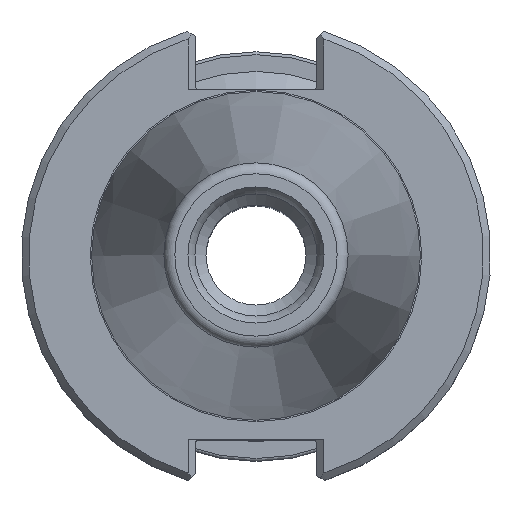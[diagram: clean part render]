
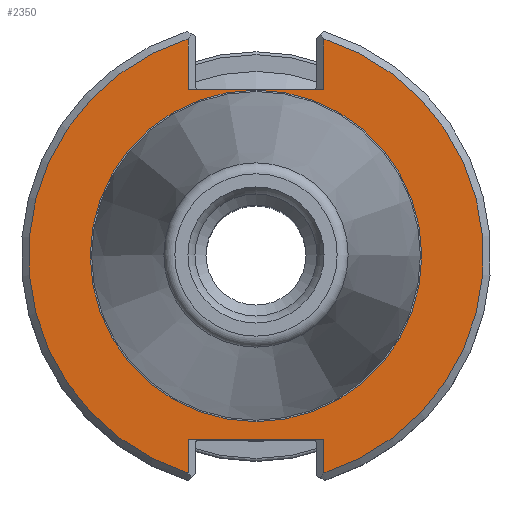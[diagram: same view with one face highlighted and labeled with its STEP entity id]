
A CAD part, top view. The second image highlights one B-rep face of the part: STEP entity #2350.
In plain terms, the highlighted planar face has unit normal (0, 0, 1).
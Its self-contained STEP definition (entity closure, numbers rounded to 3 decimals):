
#67=LINE('',#3481,#136);
#68=LINE('',#3483,#137);
#71=LINE('',#3488,#140);
#76=LINE('',#3496,#145);
#86=LINE('',#3525,#155);
#97=LINE('',#3562,#166);
#136=VECTOR('',#2858,1000.);
#137=VECTOR('',#2861,1000.);
#140=VECTOR('',#2866,1000.);
#145=VECTOR('',#2873,1000.);
#155=VECTOR('',#2889,1000.);
#166=VECTOR('',#2906,1000.);
#265=PLANE('',#2530);
#552=ORIENTED_EDGE('',*,*,#905,.F.);
#553=ORIENTED_EDGE('',*,*,#788,.T.);
#554=ORIENTED_EDGE('',*,*,#872,.T.);
#555=ORIENTED_EDGE('',*,*,#884,.F.);
#556=ORIENTED_EDGE('',*,*,#864,.T.);
#557=ORIENTED_EDGE('',*,*,#796,.T.);
#558=ORIENTED_EDGE('',*,*,#863,.T.);
#559=ORIENTED_EDGE('',*,*,#898,.F.);
#560=ORIENTED_EDGE('',*,*,#867,.T.);
#788=EDGE_CURVE('',#998,#1003,#1157,.T.);
#796=EDGE_CURVE('',#1010,#1009,#1161,.T.);
#863=EDGE_CURVE('',#1009,#1065,#67,.T.);
#864=EDGE_CURVE('',#1066,#1010,#68,.T.);
#867=EDGE_CURVE('',#1067,#998,#71,.T.);
#872=EDGE_CURVE('',#1003,#1068,#76,.T.);
#884=EDGE_CURVE('',#1066,#1068,#86,.T.);
#898=EDGE_CURVE('',#1067,#1065,#97,.T.);
#905=EDGE_CURVE('',#1091,#1091,#1183,.T.);
#998=VERTEX_POINT('',#3200);
#1003=VERTEX_POINT('',#3209);
#1009=VERTEX_POINT('',#3226);
#1010=VERTEX_POINT('',#3228);
#1065=VERTEX_POINT('',#3480);
#1066=VERTEX_POINT('',#3484);
#1067=VERTEX_POINT('',#3489);
#1068=VERTEX_POINT('',#3495);
#1091=VERTEX_POINT('',#3589);
#1157=CIRCLE('',#2461,30.75);
#1161=CIRCLE('',#2468,30.75);
#1183=CIRCLE('',#2531,22.413);
#1291=EDGE_LOOP('',(#552));
#1292=EDGE_LOOP('',(#553,#554,#555,#556,#557,#558,#559,#560));
#1447=FACE_BOUND('',#1291,.T.);
#1448=FACE_BOUND('',#1292,.T.);
#2350=ADVANCED_FACE('',(#1447,#1448),#265,.T.);
#2461=AXIS2_PLACEMENT_3D('',#3210,#2727,#2728);
#2468=AXIS2_PLACEMENT_3D('',#3227,#2745,#2746);
#2530=AXIS2_PLACEMENT_3D('',#3587,#2919,#2920);
#2531=AXIS2_PLACEMENT_3D('',#3588,#2921,#2922);
#2727=DIRECTION('',(0.,0.,1.));
#2728=DIRECTION('',(1.,0.,0.));
#2745=DIRECTION('',(0.,0.,1.));
#2746=DIRECTION('',(1.,0.,0.));
#2858=DIRECTION('',(0.,-1.,0.));
#2861=DIRECTION('',(0.,-1.,0.));
#2866=DIRECTION('',(0.,1.,0.));
#2873=DIRECTION('',(0.,1.,0.));
#2889=DIRECTION('',(-1.,0.,0.));
#2906=DIRECTION('',(1.,0.,0.));
#2919=DIRECTION('',(0.,0.,1.));
#2920=DIRECTION('',(1.,0.,0.));
#2921=DIRECTION('',(0.,0.,1.));
#2922=DIRECTION('',(1.,0.,0.));
#3200=CARTESIAN_POINT('',(-9.19,29.345,-3.17));
#3209=CARTESIAN_POINT('',(-9.19,-29.345,-3.17));
#3210=CARTESIAN_POINT('',(0.,0.,-3.17));
#3226=CARTESIAN_POINT('',(9.19,29.345,-3.17));
#3227=CARTESIAN_POINT('',(0.,0.,-3.17));
#3228=CARTESIAN_POINT('',(9.19,-29.345,-3.17));
#3480=CARTESIAN_POINT('',(9.19,22.46,-3.17));
#3481=CARTESIAN_POINT('',(9.19,22.46,-3.17));
#3483=CARTESIAN_POINT('',(9.19,-30.831,-3.17));
#3484=CARTESIAN_POINT('',(9.19,-24.87,-3.17));
#3488=CARTESIAN_POINT('',(-9.19,30.831,-3.17));
#3489=CARTESIAN_POINT('',(-9.19,22.46,-3.17));
#3495=CARTESIAN_POINT('',(-9.19,-24.87,-3.17));
#3496=CARTESIAN_POINT('',(-9.19,-24.87,-3.17));
#3525=CARTESIAN_POINT('',(8.19,-24.87,-3.17));
#3562=CARTESIAN_POINT('',(-8.19,22.46,-3.17));
#3587=CARTESIAN_POINT('',(22.413,0.,-3.17));
#3588=CARTESIAN_POINT('',(0.,0.,-3.17));
#3589=CARTESIAN_POINT('',(22.413,0.,-3.17));
